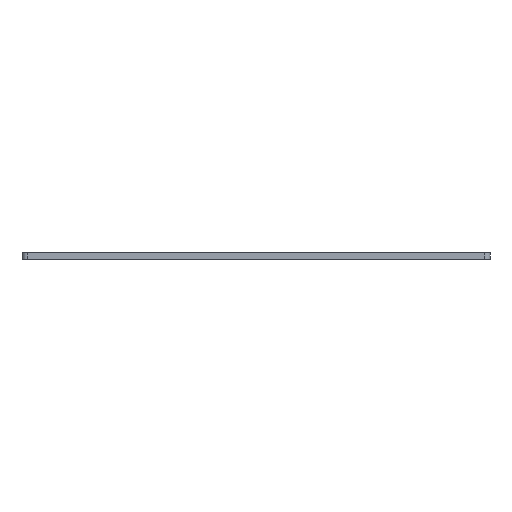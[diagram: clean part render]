
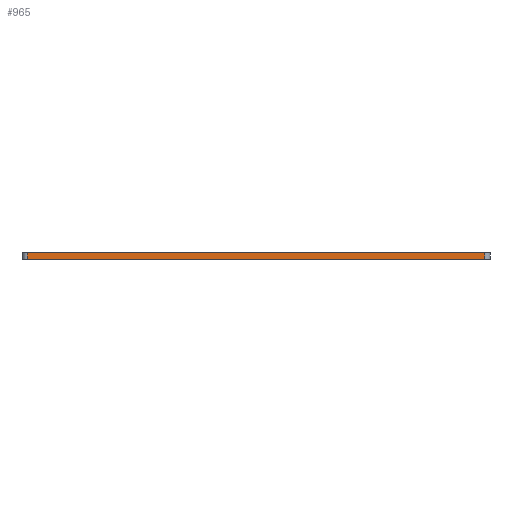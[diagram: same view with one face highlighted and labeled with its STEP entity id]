
A CAD part, left-side view. The second image highlights one B-rep face of the part: STEP entity #965.
In plain terms, the highlighted planar face has unit normal (-1, 0, 0).
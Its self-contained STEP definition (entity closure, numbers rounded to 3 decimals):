
#79=PLANE('',#1063);
#103=FACE_OUTER_BOUND('',#178,.T.);
#178=EDGE_LOOP('',(#765,#766,#767,#768));
#264=LINE('',#1531,#324);
#265=LINE('',#1576,#325);
#266=LINE('',#1579,#326);
#267=LINE('',#1580,#327);
#324=VECTOR('',#1238,10.);
#325=VECTOR('',#1285,10.);
#326=VECTOR('',#1288,10.);
#327=VECTOR('',#1289,10.);
#466=VERTEX_POINT('',#1528);
#467=VERTEX_POINT('',#1530);
#488=VERTEX_POINT('',#1574);
#489=VERTEX_POINT('',#1578);
#572=EDGE_CURVE('',#466,#467,#264,.T.);
#595=EDGE_CURVE('',#467,#488,#265,.T.);
#596=EDGE_CURVE('',#489,#466,#266,.T.);
#597=EDGE_CURVE('',#488,#489,#267,.T.);
#765=ORIENTED_EDGE('',*,*,#595,.F.);
#766=ORIENTED_EDGE('',*,*,#572,.F.);
#767=ORIENTED_EDGE('',*,*,#596,.F.);
#768=ORIENTED_EDGE('',*,*,#597,.F.);
#965=ADVANCED_FACE('',(#103),#79,.T.);
#1063=AXIS2_PLACEMENT_3D('',#1577,#1286,#1287);
#1238=DIRECTION('',(0.,1.,0.));
#1285=DIRECTION('',(0.,0.,1.));
#1286=DIRECTION('center_axis',(-1.,0.,0.));
#1287=DIRECTION('ref_axis',(0.,-1.,0.));
#1288=DIRECTION('',(0.,0.,-1.));
#1289=DIRECTION('',(0.,-1.,0.));
#1528=CARTESIAN_POINT('',(0.,-440.,0.));
#1530=CARTESIAN_POINT('',(0.,-5.,0.));
#1531=CARTESIAN_POINT('',(0.,-445.,0.));
#1574=CARTESIAN_POINT('',(0.,-5.,6.35));
#1576=CARTESIAN_POINT('',(0.,-5.,0.));
#1577=CARTESIAN_POINT('Origin',(0.,0.,0.));
#1578=CARTESIAN_POINT('',(0.,-440.,6.35));
#1579=CARTESIAN_POINT('',(0.,-440.,0.));
#1580=CARTESIAN_POINT('',(0.,-445.,6.35));
